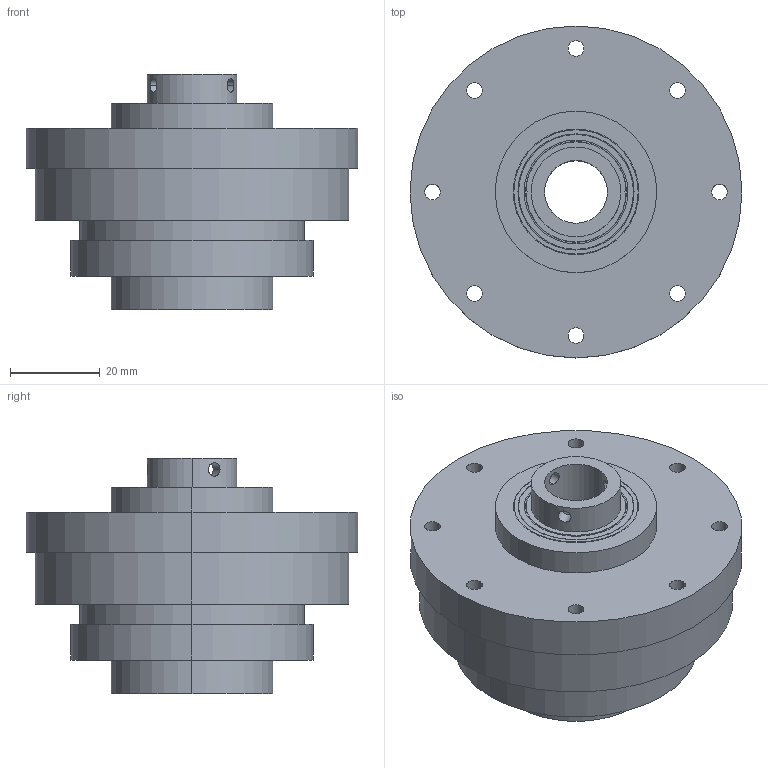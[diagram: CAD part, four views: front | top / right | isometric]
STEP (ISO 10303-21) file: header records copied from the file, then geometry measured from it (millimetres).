
FILE_DESCRIPTION (( 'STEP AP203' ), '1' );
FILE_NAME ('GSHG14-¡¼-2UH.STEP', '2018-03-28T07:29:52', ( 'user' ), ( '' ), 'SwSTEP 2.0', 'SolidWorks 2012', '' );
FILE_SCHEMA (( 'CONFIG_CONTROL_DESIGN' ));
Length unit declared in the file: millimetre
Products named in the file (1): GSHG14-□-2UH
Bounding box: 74 x 74 x 52.5 mm (x, y, z)
Volume: 114855.2 mm3; surface area: 26507.8 mm2
Topology: 3 solids, 3 shells, 228 faces, 478 edges, 304 vertices
Faces by surface type: cylinder 130, plane 54, torus 36, cone 8
Entity records: 6617 total; most frequent: CARTESIAN_POINT 1305, DIRECTION 1252, ORIENTED_EDGE 956, AXIS2_PLACEMENT_3D 557, EDGE_CURVE 478, CIRCLE 328, EDGE_LOOP 304, VERTEX_POINT 304
